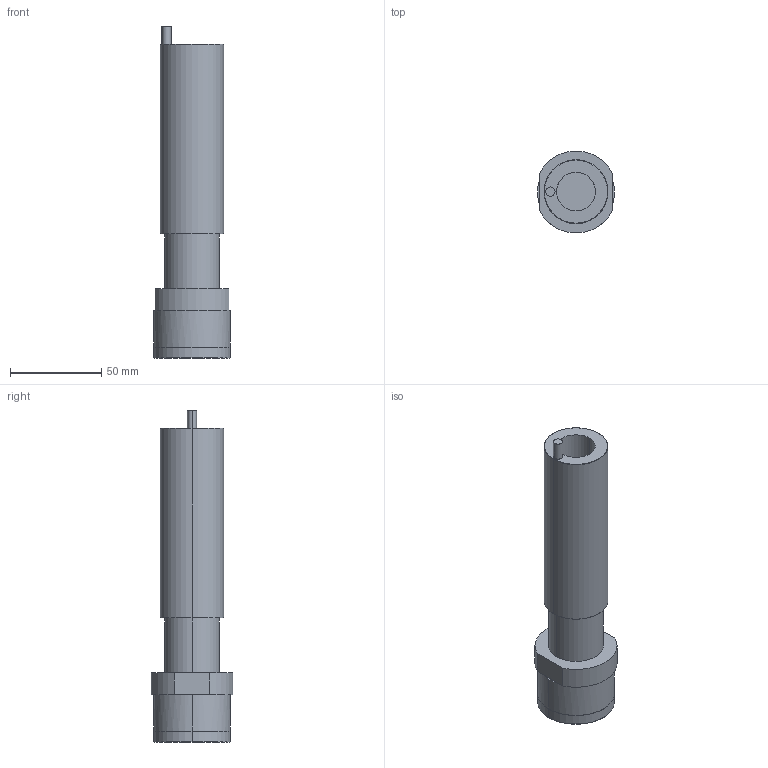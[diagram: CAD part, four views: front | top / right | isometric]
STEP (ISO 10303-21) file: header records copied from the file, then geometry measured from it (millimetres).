
FILE_DESCRIPTION((''),'2;1');
FILE_NAME('CAD1797','2012-03-23T',('dhelisch'),(''),'PRO/ENGINEER BY PARAMETRIC TECHNOLOGY CORPORATION, 2007250','PRO/ENGINEER BY PARAMETRIC TECHNOLOGY CORPORATION, 2007250','');
FILE_SCHEMA(('CONFIG_CONTROL_DESIGN'));
Length unit declared in the file: millimetre
Products named in the file (1): CAD1797
Bounding box: 42.2 x 44.83 x 182 mm (x, y, z)
Surface area: 26458.2 mm2 (no closed solid volume)
Topology: 0 solids, 1 shells, 33 faces, 68 edges, 42 vertices
Faces by surface type: cylinder 14, plane 13, torus 6
Entity records: 1244 total; most frequent: DIRECTION 178, CARTESIAN_POINT 143, ORIENTED_EDGE 136, AXIS2_PLACEMENT_3D 77, EDGE_CURVE 68, COLOUR_RGB 66, CIRCLE 44, VERTEX_POINT 42
